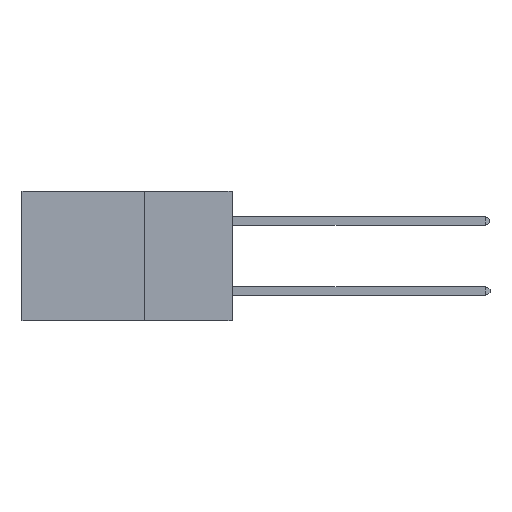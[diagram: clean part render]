
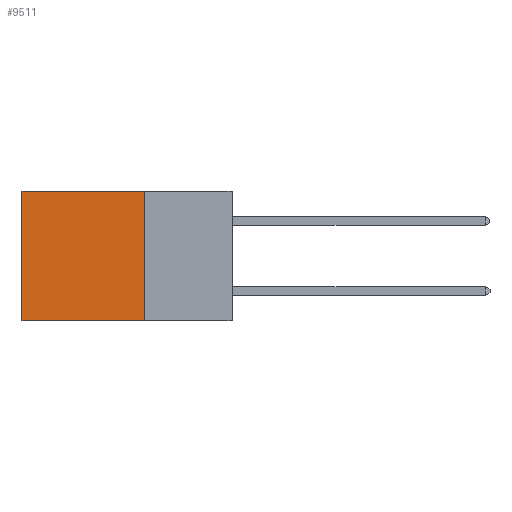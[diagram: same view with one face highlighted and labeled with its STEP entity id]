
A CAD part, left-side view. The second image highlights one B-rep face of the part: STEP entity #9511.
In plain terms, the highlighted planar face has unit normal (-1, 0, 0).
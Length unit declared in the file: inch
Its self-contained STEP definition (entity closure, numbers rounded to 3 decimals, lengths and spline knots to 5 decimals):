
#297 = EDGE_CURVE ( 'NONE', #9159, #22857, #19101, .T. ) ;
#730 = DIRECTION ( 'NONE',  ( 1., 0., 0. ) ) ;
#863 = DIRECTION ( 'NONE',  ( 0., 0., -1. ) ) ;
#1130 = EDGE_LOOP ( 'NONE', ( #10527, #3274, #9600, #14419 ) ) ;
#2484 = AXIS2_PLACEMENT_3D ( 'NONE', #13830, #730, #2638 ) ;
#2638 = DIRECTION ( 'NONE',  ( 0., 0., -1. ) ) ;
#3274 = ORIENTED_EDGE ( 'NONE', *, *, #14831, .F. ) ;
#4488 = VECTOR ( 'NONE', #863, 39.37008 ) ;
#4963 = EDGE_CURVE ( 'NONE', #9159, #18147, #17898, .T. ) ;
#6238 = FACE_OUTER_BOUND ( 'NONE', #1130, .T. ) ;
#6521 = CARTESIAN_POINT ( 'NONE',  ( 0.2875, 0.25, -0.37 ) ) ;
#6564 = CARTESIAN_POINT ( 'NONE',  ( 0.2875, 0.25, -0.37 ) ) ;
#6760 = EDGE_CURVE ( 'NONE', #18147, #18132, #16616, .T. ) ;
#6851 = DIRECTION ( 'NONE',  ( 0., 1., 0. ) ) ;
#7628 = CARTESIAN_POINT ( 'NONE',  ( 0.2875, 0.6, 0. ) ) ;
#8980 = VECTOR ( 'NONE', #6851, 39.37008 ) ;
#9149 = VECTOR ( 'NONE', #11270, 39.37008 ) ;
#9159 = VERTEX_POINT ( 'NONE', #10263 ) ;
#9511 = ADVANCED_FACE ( 'NONE', ( #6238 ), #19128, .F. ) ;
#9600 = ORIENTED_EDGE ( 'NONE', *, *, #297, .F. ) ;
#9906 = CARTESIAN_POINT ( 'NONE',  ( 0.2875, 0.6, -0.37 ) ) ;
#10263 = CARTESIAN_POINT ( 'NONE',  ( 0.2875, 0.25, 0. ) ) ;
#10527 = ORIENTED_EDGE ( 'NONE', *, *, #6760, .T. ) ;
#11270 = DIRECTION ( 'NONE',  ( 0., 0., -1. ) ) ;
#11762 = CARTESIAN_POINT ( 'NONE',  ( 0.2875, 0.25, 0. ) ) ;
#12721 = LINE ( 'NONE', #6521, #21327 ) ;
#13830 = CARTESIAN_POINT ( 'NONE',  ( 0.2875, 0.25, 0. ) ) ;
#13891 = CARTESIAN_POINT ( 'NONE',  ( 0.2875, 0.25, 0. ) ) ;
#14419 = ORIENTED_EDGE ( 'NONE', *, *, #4963, .T. ) ;
#14831 = EDGE_CURVE ( 'NONE', #22857, #18132, #12721, .T. ) ;
#15707 = DIRECTION ( 'NONE',  ( 0., 1., 0. ) ) ;
#16616 = LINE ( 'NONE', #7628, #9149 ) ;
#17898 = LINE ( 'NONE', #13891, #8980 ) ;
#18132 = VERTEX_POINT ( 'NONE', #9906 ) ;
#18147 = VERTEX_POINT ( 'NONE', #19003 ) ;
#19003 = CARTESIAN_POINT ( 'NONE',  ( 0.2875, 0.6, 0. ) ) ;
#19101 = LINE ( 'NONE', #11762, #4488 ) ;
#19128 = PLANE ( 'NONE',  #2484 ) ;
#21327 = VECTOR ( 'NONE', #15707, 39.37008 ) ;
#22857 = VERTEX_POINT ( 'NONE', #6564 ) ;
